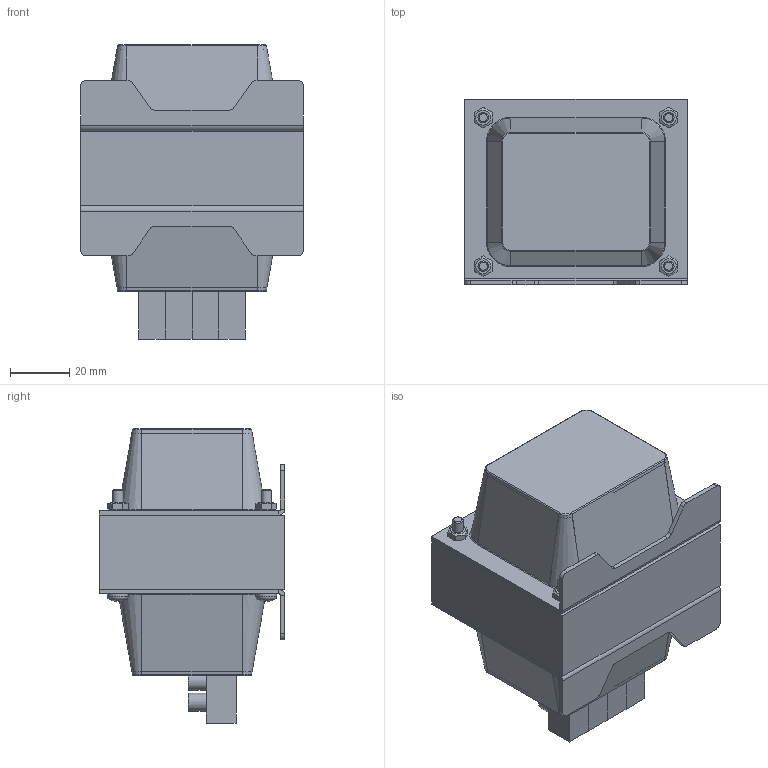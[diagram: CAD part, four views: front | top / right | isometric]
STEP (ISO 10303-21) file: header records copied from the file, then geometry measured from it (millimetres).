
FILE_DESCRIPTION(/* description */ (''),/* implementation_level */ '2;1');
FILE_NAME(/* name */ 'AMD02110621.stp',/* time_stamp */ '2023-12-04T11:11:59+01:00',/* author */ ('velazquez'),/* organization */ (''),/* preprocessor_version */ 'ST-DEVELOPER v19.2',/* originating_system */ 'Autodesk Inventor 2023',/* authorisation */ '');
FILE_SCHEMA (('AUTOMOTIVE_DESIGN { 1 0 10303 214 3 1 1 }'));
Length unit declared in the file: millimetre
Products named in the file (8): AMD02110621; TAPA RC25 CIEGA; TAPA RC25 VENTANA 4 ELEMENTOS 6; EI75 x 62,5 - 25 (RC25) Azul; ISO 7045 - M3,5 x 35 - 4.8 - H; DIN 934 - M3,5; FICHA 6 4 ELEMENTOS; FICHA 6
Assembly tree (16 placements, depth 3):
  AMD02110621
    TAPA RC25 CIEGA
    TAPA RC25 VENTANA 4 ELEMENTOS 6
    EI75 x 62,5 - 25 (RC25) Azul
    ISO 7045 - M3,5 x 35 - 4.8 - H  x4
    DIN 934 - M3,5  x4
    FICHA 6 4 ELEMENTOS
      FICHA 6  x4
Bounding box: 75 x 62.5 x 99 mm (x, y, z)
Volume: 116013.5 mm3; surface area: 68568.9 mm2
Topology: 15 solids, 15 shells, 366 faces, 892 edges, 572 vertices
Faces by surface type: plane 174, cone 80, cylinder 68, torus 40, sphere 4
Full cylindrical faces by diameter (mm): 2.85 x4, 3 x8, 3.175 x4, 3.5 x4, 4.5 x4, 6 x12
Entity records: 6648 total; most frequent: CARTESIAN_POINT 1252, DIRECTION 1090, ORIENTED_EDGE 984, EDGE_CURVE 492, AXIS2_PLACEMENT_3D 409, VERTEX_POINT 311, LINE 272, VECTOR 272
